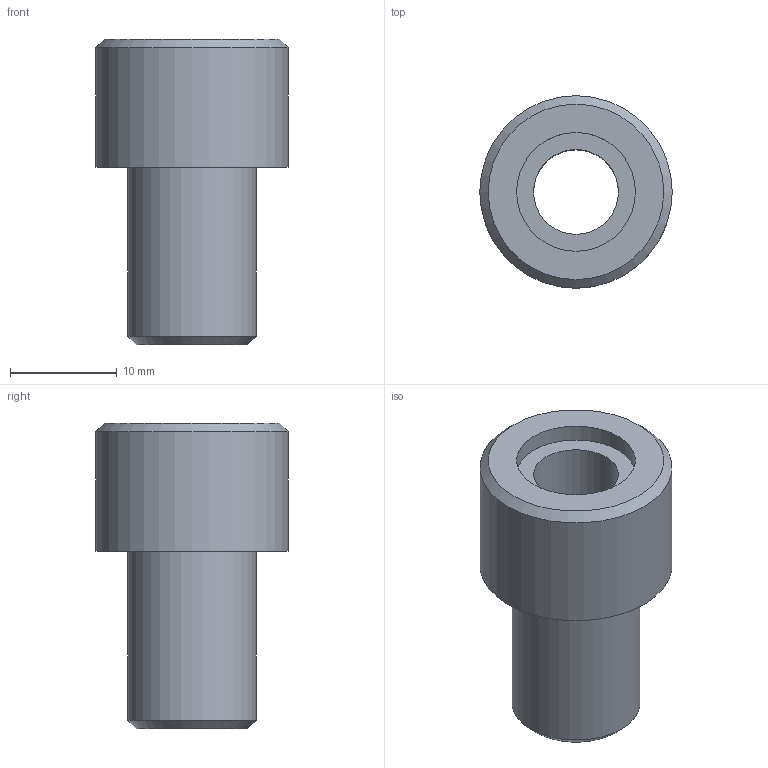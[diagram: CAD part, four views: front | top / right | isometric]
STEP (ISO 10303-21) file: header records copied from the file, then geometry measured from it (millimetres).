
FILE_DESCRIPTION(/* description */ (''),/* implementation_level */ '2;1');
FILE_NAME(/* name */ 'shaftSealBulkhead.stp',/* time_stamp */ '2020-02-24T22:09:57-05:00',/* author */ ('anirudh'),/* organization */ (''),/* preprocessor_version */ 'ST-DEVELOPER v16.13',/* originating_system */ 'Autodesk Inventor 2018',/* authorisation */ '');
FILE_SCHEMA (('AUTOMOTIVE_DESIGN { 1 0 10303 214 3 1 1 }'));
Length unit declared in the file: inch
Products named in the file (1): shaftSealBulkhead
Bounding box: 18 x 18 x 28.59 mm (x, y, z)
Volume: 3320.9 mm3; surface area: 2510.2 mm2
Topology: 1 solids, 1 shells, 14 faces, 22 edges, 14 vertices
Faces by surface type: cylinder 6, plane 6, cone 2
Full cylindrical faces by diameter (mm): 7.938 x1, 11.112 x1, 12 x1, 12.82 x1, 16 x1, 18 x1
Entity records: 329 total; most frequent: DIRECTION 58, CARTESIAN_POINT 43, AXIS2_PLACEMENT_3D 29, EDGE_LOOP 28, ORIENTED_EDGE 28, FACE_BOUND 14, FACE_OUTER_BOUND 14, CIRCLE 14
